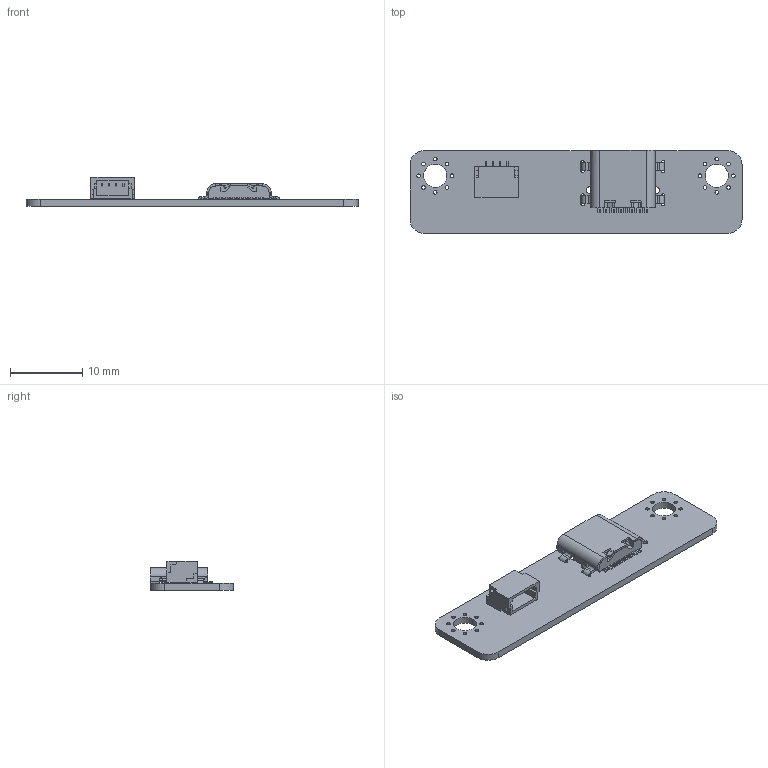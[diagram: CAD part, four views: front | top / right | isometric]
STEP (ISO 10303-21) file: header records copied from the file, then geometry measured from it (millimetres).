
FILE_DESCRIPTION(('KiCad electronic assembly'),'2;1');
FILE_NAME('madcatdb.step','2022-04-25T02:16:30',('Pcbnew'),('Kicad'), 'Open CASCADE STEP processor 7.5','KiCad to STEP converter','Unknown' );
FILE_SCHEMA(('AUTOMOTIVE_DESIGN { 1 0 10303 214 1 1 1 1 }'));
Length unit declared in the file: millimetre
Products named in the file (6): madcatdb 1; HRO TYPE-C-31-M-14; COMPOUND; SM04B-SRSS-TB; SOLID; madcatdb PCB
Assembly tree (5 placements, depth 3):
  madcatdb 1
    HRO TYPE-C-31-M-14
      COMPOUND
    SM04B-SRSS-TB
      SOLID
    madcatdb PCB
Bounding box: 46 x 11.5 x 4.05 mm (x, y, z)
Volume: 605.4 mm3; surface area: 1739.1 mm2
Topology: 4 solids, 4 shells, 665 faces, 1823 edges, 1170 vertices
Faces by surface type: bspline 605, cylinder 38, plane 22
Full cylindrical faces by diameter (mm): 0.5 x16, 0.6 x2, 3.2 x2
Entity records: 41665 total; most frequent: CARTESIAN_POINT 16214, B_SPLINE_CURVE_WITH_KNOTS 4457, ORIENTED_EDGE 3646, PCURVE 3646, DEFINITIONAL_REPRESENTATION 3646, EDGE_CURVE 1823, SURFACE_CURVE 1799, VERTEX_POINT 1170
